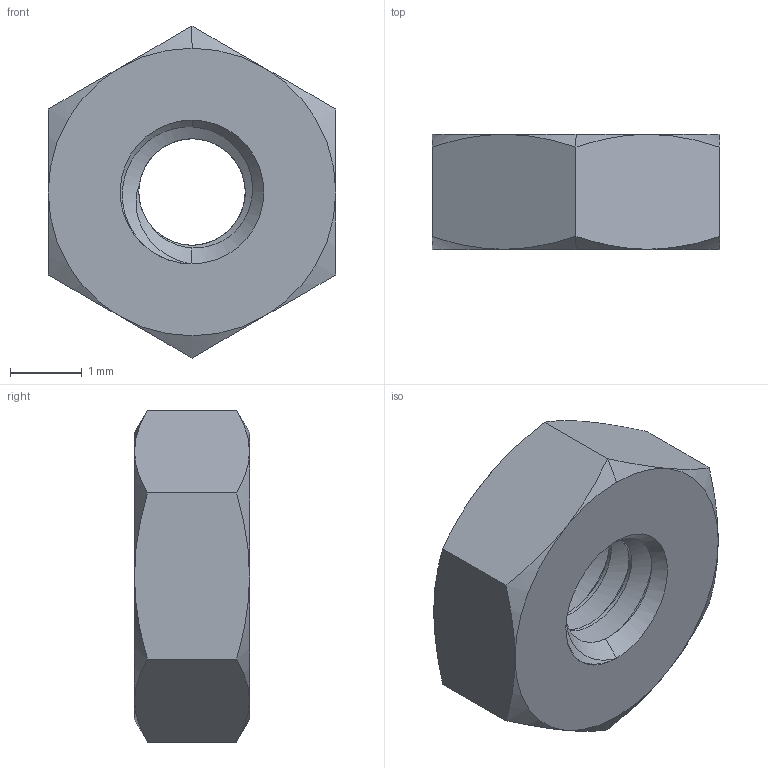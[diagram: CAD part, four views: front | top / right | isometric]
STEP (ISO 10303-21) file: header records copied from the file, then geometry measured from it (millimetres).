
FILE_DESCRIPTION (( 'STEP AP203' ), '1' );
FILE_NAME ('90593A024_Black-Oxide Steel Hex Nut.STEP', '2021-09-15T01:02:03', ( 'Administrator' ), ( 'Managed by Terraform' ), 'SwSTEP 2.0', 'SolidWorks 2017', '' );
FILE_SCHEMA (( 'CONFIG_CONTROL_DESIGN' ));
Length unit declared in the file: millimetre
Products named in the file (1): 90593A024_Black-Oxide Steel Hex Nut
Bounding box: 4 x 1.6 x 4.62 mm (x, y, z)
Volume: 18 mm3; surface area: 57.4 mm2
Topology: 1 solids, 1 shells, 40 faces, 94 edges, 56 vertices
Faces by surface type: cone 20, cylinder 9, plane 8, bspline 3
Entity records: 1784 total; most frequent: CARTESIAN_POINT 915, ORIENTED_EDGE 188, DIRECTION 136, EDGE_CURVE 94, AXIS2_PLACEMENT_3D 58, VERTEX_POINT 56, EDGE_LOOP 42, FACE_OUTER_BOUND 40
